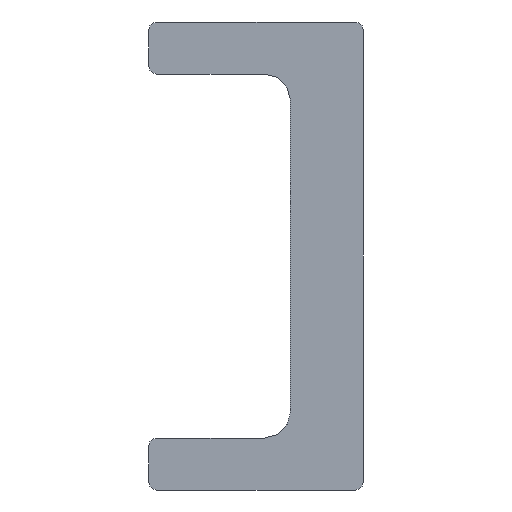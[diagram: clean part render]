
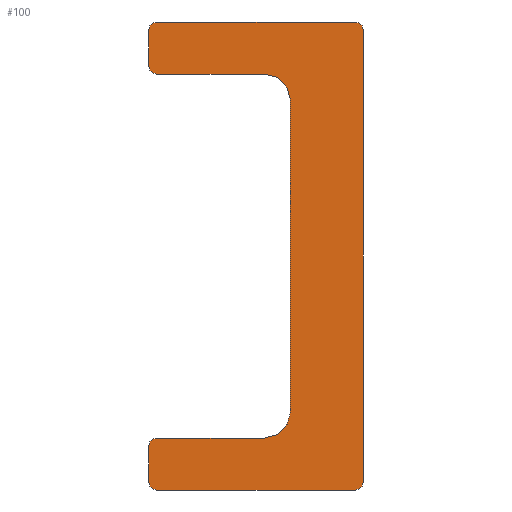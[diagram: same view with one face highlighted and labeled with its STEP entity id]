
A CAD part, front view. The second image highlights one B-rep face of the part: STEP entity #100.
In plain terms, the highlighted planar face has unit normal (0, -1, 0).
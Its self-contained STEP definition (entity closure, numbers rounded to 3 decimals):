
#100 = ADVANCED_FACE( '', ( #278 ), #279, .F. );
#278 = FACE_OUTER_BOUND( '', #519, .T. );
#279 = PLANE( '', #520 );
#519 = EDGE_LOOP( '', ( #791, #792, #793, #794, #795, #796, #797, #798, #799, #800, #801, #802, #803, #804, #805, #806 ) );
#520 = AXIS2_PLACEMENT_3D( '', #807, #808, #809 );
#791 = ORIENTED_EDGE( '', *, *, #1147, .F. );
#792 = ORIENTED_EDGE( '', *, *, #1167, .T. );
#793 = ORIENTED_EDGE( '', *, *, #1168, .F. );
#794 = ORIENTED_EDGE( '', *, *, #1169, .T. );
#795 = ORIENTED_EDGE( '', *, *, #1170, .F. );
#796 = ORIENTED_EDGE( '', *, *, #1171, .T. );
#797 = ORIENTED_EDGE( '', *, *, #1172, .F. );
#798 = ORIENTED_EDGE( '', *, *, #1155, .T. );
#799 = ORIENTED_EDGE( '', *, *, #1119, .F. );
#800 = ORIENTED_EDGE( '', *, *, #1152, .T. );
#801 = ORIENTED_EDGE( '', *, *, #1160, .F. );
#802 = ORIENTED_EDGE( '', *, *, #1173, .T. );
#803 = ORIENTED_EDGE( '', *, *, #1174, .F. );
#804 = ORIENTED_EDGE( '', *, *, #1175, .T. );
#805 = ORIENTED_EDGE( '', *, *, #1176, .F. );
#806 = ORIENTED_EDGE( '', *, *, #1177, .T. );
#807 = CARTESIAN_POINT( '', ( -4.125, 0., 9. ) );
#808 = DIRECTION( '', ( 0., 1., 0. ) );
#809 = DIRECTION( '', ( 0., 0., 1. ) );
#1119 = EDGE_CURVE( '', #1294, #1296, #1297, .T. );
#1147 = EDGE_CURVE( '', #1346, #1348, #1349, .T. );
#1152 = EDGE_CURVE( '', #1294, #1354, #1356, .T. );
#1155 = EDGE_CURVE( '', #1360, #1296, #1361, .T. );
#1160 = EDGE_CURVE( '', #1367, #1354, #1368, .T. );
#1167 = EDGE_CURVE( '', #1346, #1377, #1378, .F. );
#1168 = EDGE_CURVE( '', #1379, #1377, #1380, .T. );
#1169 = EDGE_CURVE( '', #1379, #1381, #1382, .F. );
#1170 = EDGE_CURVE( '', #1383, #1381, #1384, .T. );
#1171 = EDGE_CURVE( '', #1383, #1385, #1386, .F. );
#1172 = EDGE_CURVE( '', #1360, #1385, #1387, .T. );
#1173 = EDGE_CURVE( '', #1367, #1388, #1389, .F. );
#1174 = EDGE_CURVE( '', #1390, #1388, #1391, .T. );
#1175 = EDGE_CURVE( '', #1390, #1392, #1393, .F. );
#1176 = EDGE_CURVE( '', #1394, #1392, #1395, .T. );
#1177 = EDGE_CURVE( '', #1394, #1348, #1396, .F. );
#1294 = VERTEX_POINT( '', #1537 );
#1296 = VERTEX_POINT( '', #1540 );
#1297 = LINE( '', #1541, #1542 );
#1346 = VERTEX_POINT( '', #1593 );
#1348 = VERTEX_POINT( '', #1596 );
#1349 = LINE( '', #1597, #1598 );
#1354 = VERTEX_POINT( '', #1604 );
#1356 = CIRCLE( '', #1607, 1. );
#1360 = VERTEX_POINT( '', #1611 );
#1361 = CIRCLE( '', #1612, 1. );
#1367 = VERTEX_POINT( '', #1619 );
#1368 = LINE( '', #1620, #1621 );
#1377 = VERTEX_POINT( '', #1632 );
#1378 = CIRCLE( '', #1633, 0.3 );
#1379 = VERTEX_POINT( '', #1634 );
#1380 = LINE( '', #1635, #1636 );
#1381 = VERTEX_POINT( '', #1637 );
#1382 = CIRCLE( '', #1638, 0.3 );
#1383 = VERTEX_POINT( '', #1639 );
#1384 = LINE( '', #1640, #1641 );
#1385 = VERTEX_POINT( '', #1642 );
#1386 = CIRCLE( '', #1643, 0.3 );
#1387 = LINE( '', #1644, #1645 );
#1388 = VERTEX_POINT( '', #1646 );
#1389 = CIRCLE( '', #1647, 0.3 );
#1390 = VERTEX_POINT( '', #1648 );
#1391 = LINE( '', #1649, #1650 );
#1392 = VERTEX_POINT( '', #1651 );
#1393 = CIRCLE( '', #1652, 0.3 );
#1394 = VERTEX_POINT( '', #1653 );
#1395 = LINE( '', #1654, #1655 );
#1396 = CIRCLE( '', #1656, 0.3 );
#1537 = CARTESIAN_POINT( '', ( 1.325, 0., -6. ) );
#1540 = CARTESIAN_POINT( '', ( 1.325, 0., 6. ) );
#1541 = CARTESIAN_POINT( '', ( 1.325, 0., 7. ) );
#1542 = VECTOR( '', #1826, 1000. );
#1593 = CARTESIAN_POINT( '', ( 4.125, 0., 8.7 ) );
#1596 = CARTESIAN_POINT( '', ( 4.125, 0., -8.7 ) );
#1597 = CARTESIAN_POINT( '', ( 4.125, 0., 9. ) );
#1598 = VECTOR( '', #1890, 1000. );
#1604 = CARTESIAN_POINT( '', ( 0.325, 0., -7. ) );
#1607 = AXIS2_PLACEMENT_3D( '', #1896, #1897, #1898 );
#1611 = CARTESIAN_POINT( '', ( 0.325, 0., 7. ) );
#1612 = AXIS2_PLACEMENT_3D( '', #1902, #1903, #1904 );
#1619 = CARTESIAN_POINT( '', ( -3.825, 0., -7. ) );
#1620 = CARTESIAN_POINT( '', ( 1.325, 0., -7. ) );
#1621 = VECTOR( '', #1909, 1000. );
#1632 = CARTESIAN_POINT( '', ( 3.825, 0., 9. ) );
#1633 = AXIS2_PLACEMENT_3D( '', #1915, #1916, #1917 );
#1634 = CARTESIAN_POINT( '', ( -3.825, 0., 9. ) );
#1635 = CARTESIAN_POINT( '', ( -4.125, 0., 9. ) );
#1636 = VECTOR( '', #1918, 1000. );
#1637 = CARTESIAN_POINT( '', ( -4.125, 0., 8.7 ) );
#1638 = AXIS2_PLACEMENT_3D( '', #1919, #1920, #1921 );
#1639 = CARTESIAN_POINT( '', ( -4.125, 0., 7.3 ) );
#1640 = CARTESIAN_POINT( '', ( -4.125, 0., -9. ) );
#1641 = VECTOR( '', #1922, 1000. );
#1642 = CARTESIAN_POINT( '', ( -3.825, 0., 7. ) );
#1643 = AXIS2_PLACEMENT_3D( '', #1923, #1924, #1925 );
#1644 = CARTESIAN_POINT( '', ( -4.125, 0., 7. ) );
#1645 = VECTOR( '', #1926, 1000. );
#1646 = CARTESIAN_POINT( '', ( -4.125, 0., -7.3 ) );
#1647 = AXIS2_PLACEMENT_3D( '', #1927, #1928, #1929 );
#1648 = CARTESIAN_POINT( '', ( -4.125, 0., -8.7 ) );
#1649 = CARTESIAN_POINT( '', ( -4.125, 0., -9. ) );
#1650 = VECTOR( '', #1930, 1000. );
#1651 = CARTESIAN_POINT( '', ( -3.825, 0., -9. ) );
#1652 = AXIS2_PLACEMENT_3D( '', #1931, #1932, #1933 );
#1653 = CARTESIAN_POINT( '', ( 3.825, 0., -9. ) );
#1654 = CARTESIAN_POINT( '', ( 4.125, 0., -9. ) );
#1655 = VECTOR( '', #1934, 1000. );
#1656 = AXIS2_PLACEMENT_3D( '', #1935, #1936, #1937 );
#1826 = DIRECTION( '', ( 0., 0., 1. ) );
#1890 = DIRECTION( '', ( 0., 0., -1. ) );
#1896 = CARTESIAN_POINT( '', ( 0.325, 0., -6. ) );
#1897 = DIRECTION( '', ( 0., 1., 0. ) );
#1898 = DIRECTION( '', ( 0., 0., 1. ) );
#1902 = CARTESIAN_POINT( '', ( 0.325, 0., 6. ) );
#1903 = DIRECTION( '', ( 0., 1., 0. ) );
#1904 = DIRECTION( '', ( 0., 0., 1. ) );
#1909 = DIRECTION( '', ( 1., 0., 0. ) );
#1915 = CARTESIAN_POINT( '', ( 3.825, 0., 8.7 ) );
#1916 = DIRECTION( '', ( 0., 1., 0. ) );
#1917 = DIRECTION( '', ( 0., 0., 1. ) );
#1918 = DIRECTION( '', ( 1., 0., 0. ) );
#1919 = CARTESIAN_POINT( '', ( -3.825, 0., 8.7 ) );
#1920 = DIRECTION( '', ( 0., 1., 0. ) );
#1921 = DIRECTION( '', ( 0., 0., 1. ) );
#1922 = DIRECTION( '', ( 0., 0., 1. ) );
#1923 = CARTESIAN_POINT( '', ( -3.825, 0., 7.3 ) );
#1924 = DIRECTION( '', ( 0., 1., 0. ) );
#1925 = DIRECTION( '', ( 0., 0., 1. ) );
#1926 = DIRECTION( '', ( -1., 0., 0. ) );
#1927 = CARTESIAN_POINT( '', ( -3.825, 0., -7.3 ) );
#1928 = DIRECTION( '', ( 0., 1., 0. ) );
#1929 = DIRECTION( '', ( 0., 0., 1. ) );
#1930 = DIRECTION( '', ( 0., 0., 1. ) );
#1931 = CARTESIAN_POINT( '', ( -3.825, 0., -8.7 ) );
#1932 = DIRECTION( '', ( 0., 1., 0. ) );
#1933 = DIRECTION( '', ( 0., 0., 1. ) );
#1934 = DIRECTION( '', ( -1., 0., 0. ) );
#1935 = CARTESIAN_POINT( '', ( 3.825, 0., -8.7 ) );
#1936 = DIRECTION( '', ( 0., 1., 0. ) );
#1937 = DIRECTION( '', ( 0., 0., 1. ) );
